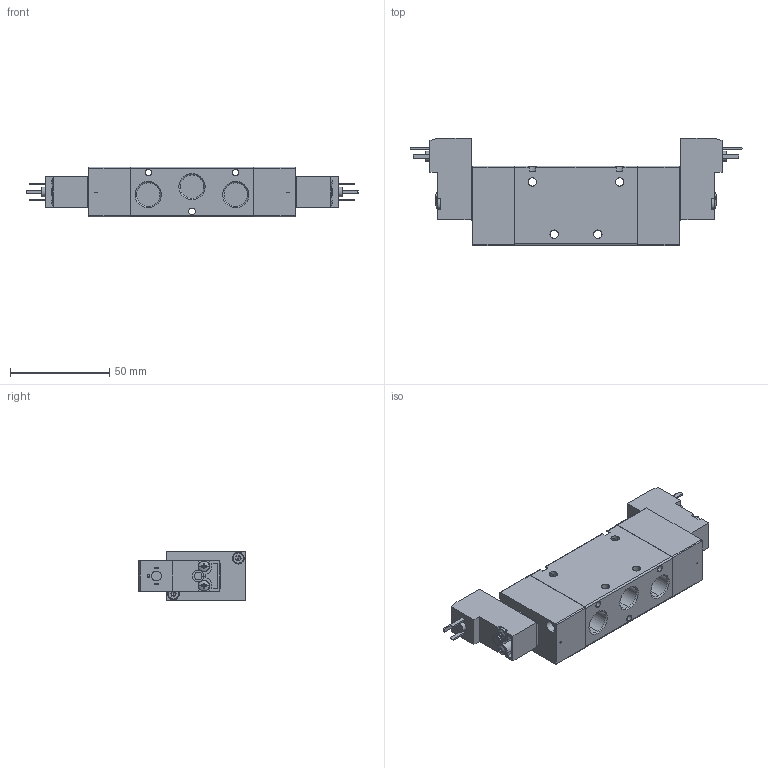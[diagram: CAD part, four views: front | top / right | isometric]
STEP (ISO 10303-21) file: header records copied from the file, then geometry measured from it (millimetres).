
FILE_DESCRIPTION (( 'STEP AP214' ), '1' );
FILE_NAME ('01_100_4.STEP', '2015-12-21T13:10:05', ( '' ), ( '' ), 'SwSTEP 2.0', 'SolidWorks 2016', '' );
FILE_SCHEMA (( 'AUTOMOTIVE_DESIGN' ));
Length unit declared in the file: millimetre
Products named in the file (1): 01_100_4
Bounding box: 167.2 x 53.9 x 25 mm (x, y, z)
Volume: 118086.6 mm3; surface area: 33782.8 mm2
Topology: 11 solids, 11 shells, 581 faces, 1413 edges, 874 vertices
Faces by surface type: plane 334, cylinder 120, cone 71, torus 24, bspline 20, sphere 12
Entity records: 20145 total; most frequent: CARTESIAN_POINT 4671, DIRECTION 2891, ORIENTED_EDGE 2774, EDGE_CURVE 1387, AXIS2_PLACEMENT_3D 1050, VERTEX_POINT 868, LINE 791, VECTOR 791
